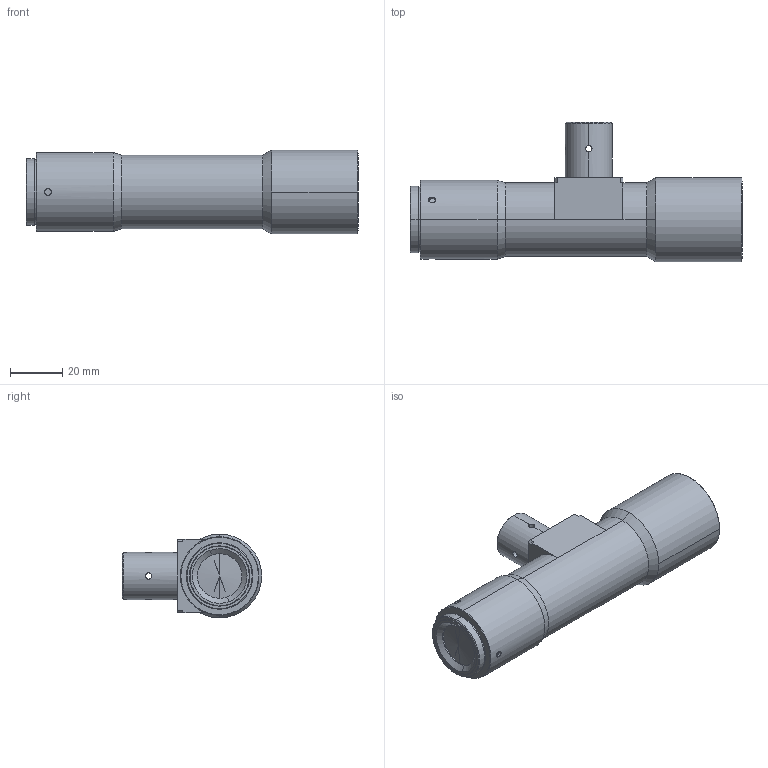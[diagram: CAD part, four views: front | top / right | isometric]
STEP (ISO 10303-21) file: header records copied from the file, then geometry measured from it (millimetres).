
FILE_DESCRIPTION (( 'STEP AP203' ), '1' );
FILE_NAME ('WWH08-110CTV2.STEP', '2019-03-18T03:49:22', ( '' ), ( '' ), 'SwSTEP 2.0', 'SolidWorks 2017', '' );
FILE_SCHEMA (( 'CONFIG_CONTROL_DESIGN' ));
Length unit declared in the file: millimetre
Products named in the file (1): WWH08-110CTV2
Bounding box: 126.61 x 53.1 x 32 mm (x, y, z)
Volume: 92728.9 mm3; surface area: 16603.7 mm2
Topology: 1 solids, 3 shells, 142 faces, 331 edges, 201 vertices
Faces by surface type: cylinder 74, cone 35, plane 33
Entity records: 4539 total; most frequent: CARTESIAN_POINT 1247, DIRECTION 692, ORIENTED_EDGE 638, EDGE_CURVE 319, AXIS2_PLACEMENT_3D 274, VERTEX_POINT 201, EDGE_LOOP 168, LINE 144
